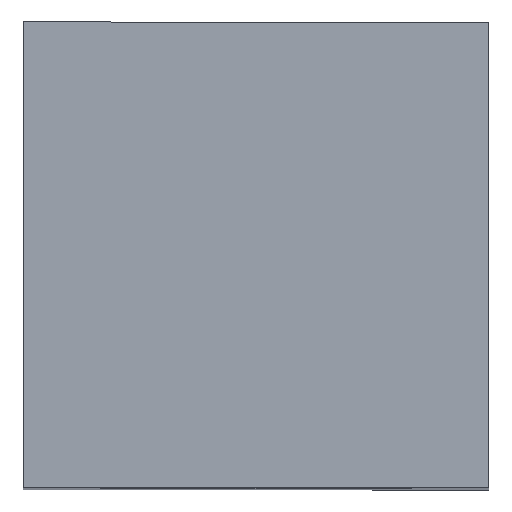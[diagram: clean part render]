
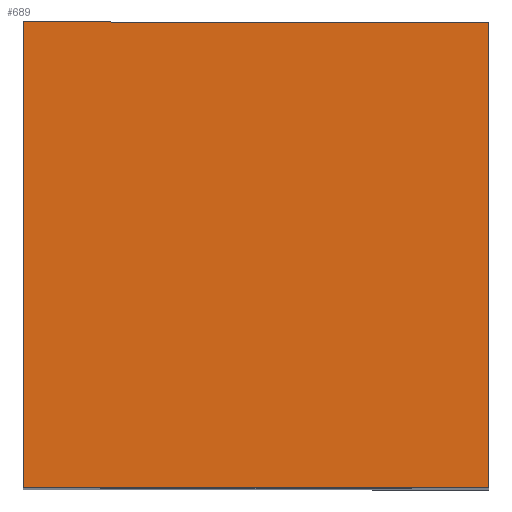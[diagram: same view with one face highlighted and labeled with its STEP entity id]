
A CAD part, top view. The second image highlights one B-rep face of the part: STEP entity #689.
In plain terms, the highlighted free-form (B-spline) face has degree [1, 1] with [2, 2] control points.
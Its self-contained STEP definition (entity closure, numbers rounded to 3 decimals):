
#650=CARTESIAN_POINT('',(3.75,-3.75,22.0));
#651=CARTESIAN_POINT('',(-3.75,-3.75,22.));
#652=CARTESIAN_POINT('',(3.75,3.75,22.0));
#653=CARTESIAN_POINT('',(-3.75,3.75,22.0));
#654=B_SPLINE_SURFACE_WITH_KNOTS('',1,1,((#650,#652),(#651,#653)),.UNSPECIFIED.,.F.,.F.,.U.,(2,2),(2,2),(0.0,7.5),(0.0,7.5),.UNSPECIFIED.);
#655=CARTESIAN_POINT('',(-3.75,-3.75,22.0));
#656=VERTEX_POINT('',#655);
#657=CARTESIAN_POINT('',(-3.75,3.75,22.0));
#658=VERTEX_POINT('',#657);
#659=CARTESIAN_POINT('',(-3.75,-3.75,22.0));
#660=DIRECTION('',(0.0,1.0,0.0));
#661=VECTOR('',#660,7.5);
#662=LINE('',#659,#661);
#663=EDGE_CURVE('',#656,#658,#662,.T.);
#664=ORIENTED_EDGE('',*,*,#663,.F.);
#665=CARTESIAN_POINT('',(3.75,-3.75,22.0));
#666=VERTEX_POINT('',#665);
#667=CARTESIAN_POINT('',(3.75,-3.75,22.0));
#668=DIRECTION('',(-1.0,0.0,0.0));
#669=VECTOR('',#668,7.5);
#670=LINE('',#667,#669);
#671=EDGE_CURVE('',#666,#656,#670,.T.);
#672=ORIENTED_EDGE('',*,*,#671,.F.);
#673=CARTESIAN_POINT('',(3.75,3.75,22.0));
#674=VERTEX_POINT('',#673);
#675=CARTESIAN_POINT('',(3.75,3.75,22.0));
#676=DIRECTION('',(0.0,-1.0,0.0));
#677=VECTOR('',#676,7.5);
#678=LINE('',#675,#677);
#679=EDGE_CURVE('',#674,#666,#678,.T.);
#680=ORIENTED_EDGE('',*,*,#679,.F.);
#681=CARTESIAN_POINT('',(-3.75,3.75,22.0));
#682=DIRECTION('',(1.0,0.0,0.0));
#683=VECTOR('',#682,7.5);
#684=LINE('',#681,#683);
#685=EDGE_CURVE('',#658,#674,#684,.T.);
#686=ORIENTED_EDGE('',*,*,#685,.F.);
#687=EDGE_LOOP('',(#664,#672,#680,#686));
#688=FACE_OUTER_BOUND('',#687,.T.);
#689=ADVANCED_FACE('',(#688),#654,.F.);
